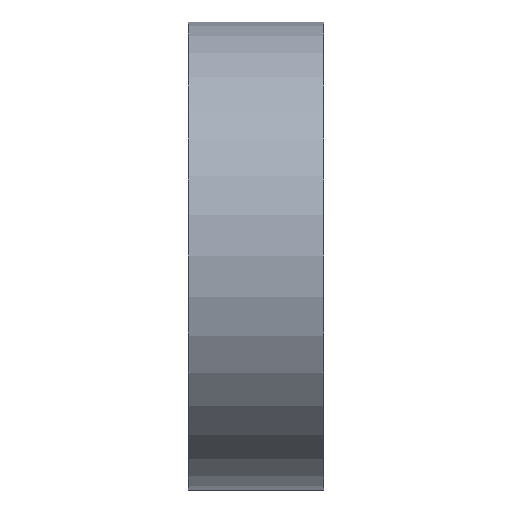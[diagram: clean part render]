
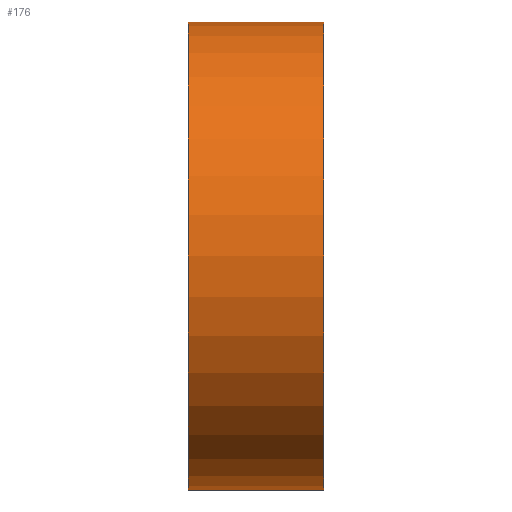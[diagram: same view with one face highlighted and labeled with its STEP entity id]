
A CAD part, left-side view. The second image highlights one B-rep face of the part: STEP entity #176.
In plain terms, the highlighted cylindrical face has radius 19.05 mm (diameter 38.1 mm), a partial arc.
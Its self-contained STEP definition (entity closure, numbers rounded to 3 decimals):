
#2 = ORIENTED_EDGE ( 'NONE', *, *, #179, .F. ) ;
#5 = CIRCLE ( 'NONE', #128, 19.05 ) ;
#14 = VECTOR ( 'NONE', #216, 1000. ) ;
#17 = ORIENTED_EDGE ( 'NONE', *, *, #190, .T. ) ;
#20 = VERTEX_POINT ( 'NONE', #189 ) ;
#25 = CARTESIAN_POINT ( 'NONE',  ( 0., 0., 19.05 ) ) ;
#30 = ORIENTED_EDGE ( 'NONE', *, *, #133, .F. ) ;
#32 = FACE_OUTER_BOUND ( 'NONE', #114, .T. ) ;
#39 = CARTESIAN_POINT ( 'NONE',  ( 0., 11., -19.05 ) ) ;
#41 = LINE ( 'NONE', #39, #14 ) ;
#49 = DIRECTION ( 'NONE',  ( 0., 0., 1. ) ) ;
#56 = VECTOR ( 'NONE', #188, 1000. ) ;
#99 = DIRECTION ( 'NONE',  ( 0., 1., 0. ) ) ;
#105 = LINE ( 'NONE', #191, #56 ) ;
#113 = CARTESIAN_POINT ( 'NONE',  ( 0., 11., 19.05 ) ) ;
#114 = EDGE_LOOP ( 'NONE', ( #2, #30, #207, #17 ) ) ;
#115 = AXIS2_PLACEMENT_3D ( 'NONE', #243, #223, #49 ) ;
#123 = CARTESIAN_POINT ( 'NONE',  ( 0., 0., 0. ) ) ;
#128 = AXIS2_PLACEMENT_3D ( 'NONE', #123, #99, #178 ) ;
#133 = EDGE_CURVE ( 'NONE', #221, #168, #144, .T. ) ;
#135 = DIRECTION ( 'NONE',  ( 0., 0., -1. ) ) ;
#138 = VERTEX_POINT ( 'NONE', #25 ) ;
#144 = CIRCLE ( 'NONE', #115, 19.05 ) ;
#160 = CARTESIAN_POINT ( 'NONE',  ( 0., 11., -19.05 ) ) ;
#168 = VERTEX_POINT ( 'NONE', #113 ) ;
#171 = CYLINDRICAL_SURFACE ( 'NONE', #228, 19.05 ) ;
#172 = DIRECTION ( 'NONE',  ( 0., -1., 0. ) ) ;
#176 = ADVANCED_FACE ( 'NONE', ( #32 ), #171, .T. ) ;
#178 = DIRECTION ( 'NONE',  ( 0., 0., 1. ) ) ;
#179 = EDGE_CURVE ( 'NONE', #168, #138, #105, .T. ) ;
#188 = DIRECTION ( 'NONE',  ( 0., -1., 0. ) ) ;
#189 = CARTESIAN_POINT ( 'NONE',  ( 0., 0., -19.05 ) ) ;
#190 = EDGE_CURVE ( 'NONE', #20, #138, #5, .T. ) ;
#191 = CARTESIAN_POINT ( 'NONE',  ( 0., 11., 19.05 ) ) ;
#199 = CARTESIAN_POINT ( 'NONE',  ( 0., 11., 0. ) ) ;
#200 = EDGE_CURVE ( 'NONE', #221, #20, #41, .T. ) ;
#207 = ORIENTED_EDGE ( 'NONE', *, *, #200, .T. ) ;
#216 = DIRECTION ( 'NONE',  ( 0., -1., 0. ) ) ;
#221 = VERTEX_POINT ( 'NONE', #160 ) ;
#223 = DIRECTION ( 'NONE',  ( 0., 1., 0. ) ) ;
#228 = AXIS2_PLACEMENT_3D ( 'NONE', #199, #172, #135 ) ;
#243 = CARTESIAN_POINT ( 'NONE',  ( 0., 11., 0. ) ) ;
